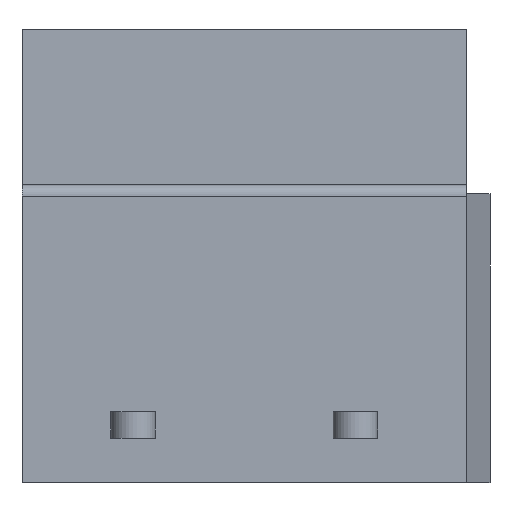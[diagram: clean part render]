
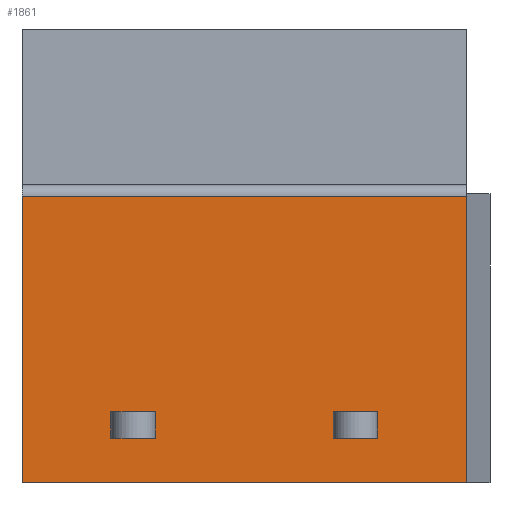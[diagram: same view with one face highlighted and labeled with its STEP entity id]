
A CAD part, left-side view. The second image highlights one B-rep face of the part: STEP entity #1861.
In plain terms, the highlighted planar face has unit normal (-1, 0, 0).
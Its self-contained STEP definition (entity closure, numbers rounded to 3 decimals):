
#152=FACE_BOUND('',#3744,.T.);
#153=FACE_BOUND('',#3745,.T.);
#154=FACE_BOUND('',#3746,.T.);
#1861=ADVANCED_FACE('',(#152,#153,#154),#2479,.F.);
#2479=PLANE('',#12507);
#3744=EDGE_LOOP('',(#7161,#7162,#7163,#7164));
#3745=EDGE_LOOP('',(#7165,#7166,#7167,#7168));
#3746=EDGE_LOOP('',(#7169,#7170,#7171,#7172));
#7161=ORIENTED_EDGE('',*,*,#10267,.F.);
#7162=ORIENTED_EDGE('',*,*,#10266,.F.);
#7163=ORIENTED_EDGE('',*,*,#10263,.T.);
#7164=ORIENTED_EDGE('',*,*,#10261,.T.);
#7165=ORIENTED_EDGE('',*,*,#10299,.T.);
#7166=ORIENTED_EDGE('',*,*,#10325,.T.);
#7167=ORIENTED_EDGE('',*,*,#10317,.F.);
#7168=ORIENTED_EDGE('',*,*,#10289,.F.);
#7169=ORIENTED_EDGE('',*,*,#10326,.F.);
#7170=ORIENTED_EDGE('',*,*,#10327,.F.);
#7171=ORIENTED_EDGE('',*,*,#10328,.T.);
#7172=ORIENTED_EDGE('',*,*,#10329,.T.);
#8519=VERTEX_POINT('',#21220);
#8520=VERTEX_POINT('',#21222);
#8521=VERTEX_POINT('',#21226);
#8522=VERTEX_POINT('',#21230);
#8537=VERTEX_POINT('',#21276);
#8538=VERTEX_POINT('',#21278);
#8543=VERTEX_POINT('',#21296);
#8556=VERTEX_POINT('',#21333);
#8561=VERTEX_POINT('',#21349);
#8562=VERTEX_POINT('',#21350);
#8563=VERTEX_POINT('',#21352);
#8564=VERTEX_POINT('',#21354);
#10261=EDGE_CURVE('',#8520,#8519,#11026,.T.);
#10263=EDGE_CURVE('',#8521,#8520,#11028,.T.);
#10266=EDGE_CURVE('',#8521,#8522,#11031,.T.);
#10267=EDGE_CURVE('',#8522,#8519,#11032,.T.);
#10289=EDGE_CURVE('',#8537,#8538,#11051,.T.);
#10299=EDGE_CURVE('',#8537,#8543,#11060,.T.);
#10317=EDGE_CURVE('',#8538,#8556,#11076,.T.);
#10325=EDGE_CURVE('',#8543,#8556,#11084,.T.);
#10326=EDGE_CURVE('',#8561,#8562,#11085,.T.);
#10327=EDGE_CURVE('',#8563,#8561,#11086,.T.);
#10328=EDGE_CURVE('',#8563,#8564,#11087,.T.);
#10329=EDGE_CURVE('',#8564,#8562,#11088,.T.);
#11026=LINE('',#21221,#11752);
#11028=LINE('',#21225,#11754);
#11031=LINE('',#21231,#11757);
#11032=LINE('',#21233,#11758);
#11051=LINE('',#21277,#11777);
#11060=LINE('',#21297,#11786);
#11076=LINE('',#21332,#11802);
#11084=LINE('',#21347,#11810);
#11085=LINE('',#21348,#11811);
#11086=LINE('',#21351,#11812);
#11087=LINE('',#21353,#11813);
#11088=LINE('',#21355,#11814);
#11752=VECTOR('',#14345,1.);
#11754=VECTOR('',#14349,1.);
#11757=VECTOR('',#14354,1.);
#11758=VECTOR('',#14357,1.);
#11777=VECTOR('',#14396,1.);
#11786=VECTOR('',#14415,1.);
#11802=VECTOR('',#14445,1.);
#11810=VECTOR('',#14457,1.);
#11811=VECTOR('',#14458,1.);
#11812=VECTOR('',#14459,1.);
#11813=VECTOR('',#14460,1.);
#11814=VECTOR('',#14461,1.);
#12507=AXIS2_PLACEMENT_3D('',#21356,#14462,#14463);
#14345=DIRECTION('',(0.,0.,-1.));
#14349=DIRECTION('',(0.,-1.,0.));
#14354=DIRECTION('',(0.,0.,-1.));
#14357=DIRECTION('',(0.,-1.,0.));
#14396=DIRECTION('',(0.,0.,-1.));
#14415=DIRECTION('',(0.,1.,0.));
#14445=DIRECTION('',(0.,1.,0.));
#14457=DIRECTION('',(0.,0.,-1.));
#14458=DIRECTION('',(0.,-1.,0.));
#14459=DIRECTION('',(0.,0.,-1.));
#14460=DIRECTION('',(0.,-1.,0.));
#14461=DIRECTION('',(0.,0.,-1.));
#14462=DIRECTION('',(1.,0.,0.));
#14463=DIRECTION('',(0.,0.,-1.));
#21220=CARTESIAN_POINT('',(0.,7.,3.8));
#21221=CARTESIAN_POINT('',(0.,7.,4.4));
#21222=CARTESIAN_POINT('',(0.,7.,4.4));
#21225=CARTESIAN_POINT('',(0.,8.,4.4));
#21226=CARTESIAN_POINT('',(0.,8.,4.4));
#21230=CARTESIAN_POINT('',(0.,8.,3.8));
#21231=CARTESIAN_POINT('',(0.,8.,4.4));
#21233=CARTESIAN_POINT('',(0.,8.,3.8));
#21276=CARTESIAN_POINT('',(0.,5.,9.25));
#21277=CARTESIAN_POINT('',(0.,5.,9.3));
#21278=CARTESIAN_POINT('',(0.,5.,2.8));
#21296=CARTESIAN_POINT('',(0.,15.,9.25));
#21297=CARTESIAN_POINT('',(0.,7.5,9.25));
#21332=CARTESIAN_POINT('',(0.,5.,2.8));
#21333=CARTESIAN_POINT('',(0.,15.,2.8));
#21347=CARTESIAN_POINT('',(0.,15.,9.3));
#21348=CARTESIAN_POINT('',(0.,13.,3.8));
#21349=CARTESIAN_POINT('',(0.,13.,3.8));
#21350=CARTESIAN_POINT('',(0.,12.,3.8));
#21351=CARTESIAN_POINT('',(0.,13.,4.4));
#21352=CARTESIAN_POINT('',(0.,13.,4.4));
#21353=CARTESIAN_POINT('',(0.,13.,4.4));
#21354=CARTESIAN_POINT('',(0.,12.,4.4));
#21355=CARTESIAN_POINT('',(0.,12.,4.4));
#21356=CARTESIAN_POINT('',(0.,7.5,6.05));
